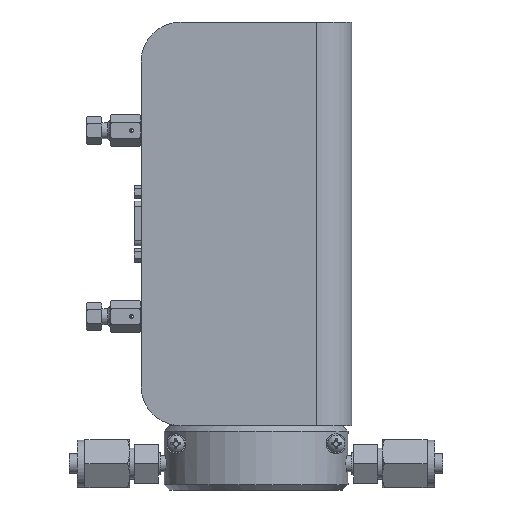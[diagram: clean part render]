
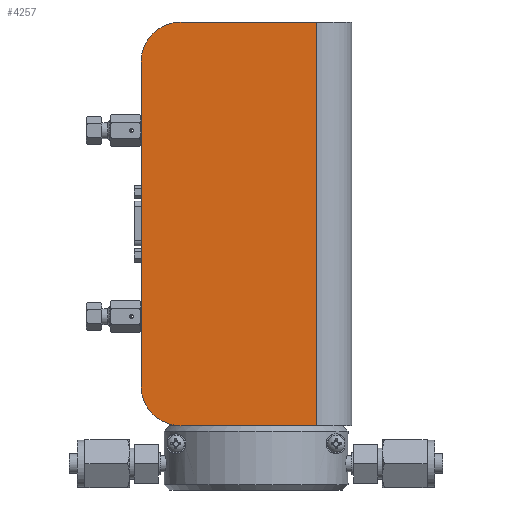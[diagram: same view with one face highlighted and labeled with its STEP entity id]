
A CAD part, left-side view. The second image highlights one B-rep face of the part: STEP entity #4257.
In plain terms, the highlighted planar face has unit normal (-1, 0, 0).
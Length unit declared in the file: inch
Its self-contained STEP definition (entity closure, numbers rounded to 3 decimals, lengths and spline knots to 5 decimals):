
#3829=CIRCLE('',#14259,0.625);
#3830=CIRCLE('',#14260,0.625);
#4257=ADVANCED_FACE('',(#5113),#4840,.T.);
#4840=PLANE('',#14261);
#5113=FACE_OUTER_BOUND('',#5514,.T.);
#5514=EDGE_LOOP('',(#6423,#6424,#6425,#6426,#6427,#6428));
#6423=ORIENTED_EDGE('',*,*,#10023,.F.);
#6424=ORIENTED_EDGE('',*,*,#10024,.F.);
#6425=ORIENTED_EDGE('',*,*,#10025,.T.);
#6426=ORIENTED_EDGE('',*,*,#10026,.T.);
#6427=ORIENTED_EDGE('',*,*,#10027,.T.);
#6428=ORIENTED_EDGE('',*,*,#10028,.T.);
#9035=VERTEX_POINT('',#18804);
#9036=VERTEX_POINT('',#18805);
#9037=VERTEX_POINT('',#18807);
#9038=VERTEX_POINT('',#18809);
#9039=VERTEX_POINT('',#18811);
#9040=VERTEX_POINT('',#18813);
#10023=EDGE_CURVE('',#9035,#9036,#11293,.T.);
#10024=EDGE_CURVE('',#9037,#9035,#11294,.T.);
#10025=EDGE_CURVE('',#9037,#9038,#11295,.T.);
#10026=EDGE_CURVE('',#9038,#9039,#3829,.T.);
#10027=EDGE_CURVE('',#9039,#9040,#11296,.T.);
#10028=EDGE_CURVE('',#9040,#9036,#3830,.T.);
#11293=LINE('',#18803,#11729);
#11294=LINE('',#18806,#11730);
#11295=LINE('',#18808,#11731);
#11296=LINE('',#18812,#11732);
#11729=VECTOR('',#16022,1.);
#11730=VECTOR('',#16023,1.);
#11731=VECTOR('',#16024,1.);
#11732=VECTOR('',#16027,1.);
#14259=AXIS2_PLACEMENT_3D('',#18810,#16025,#16026);
#14260=AXIS2_PLACEMENT_3D('',#18814,#16028,#16029);
#14261=AXIS2_PLACEMENT_3D('',#18815,#16030,#16031);
#16022=DIRECTION('',(0.,1.,0.));
#16023=DIRECTION('',(0.,0.,-1.));
#16024=DIRECTION('',(0.,1.,0.));
#16025=DIRECTION('',(-1.,0.,0.));
#16026=DIRECTION('',(0.,-1.,0.));
#16027=DIRECTION('',(0.,0.,-1.));
#16028=DIRECTION('',(-1.,0.,0.));
#16029=DIRECTION('',(0.,-1.,0.));
#16030=DIRECTION('',(-1.,0.,0.));
#16031=DIRECTION('',(0.,-1.,0.));
#18803=CARTESIAN_POINT('',(-1.31178,-0.30599,-2.37199));
#18804=CARTESIAN_POINT('',(-1.31178,-0.30599,-2.37199));
#18805=CARTESIAN_POINT('',(-1.31178,1.80001,-2.37199));
#18806=CARTESIAN_POINT('',(-1.31178,-0.30599,3.92801));
#18807=CARTESIAN_POINT('',(-1.31178,-0.30599,3.92801));
#18808=CARTESIAN_POINT('',(-1.31178,-0.30599,3.92801));
#18809=CARTESIAN_POINT('',(-1.31178,1.80001,3.92801));
#18810=CARTESIAN_POINT('',(-1.31178,1.80001,3.30301));
#18811=CARTESIAN_POINT('',(-1.31178,2.42501,3.30301));
#18812=CARTESIAN_POINT('',(-1.31178,2.42501,3.92801));
#18813=CARTESIAN_POINT('',(-1.31178,2.42501,-1.74699));
#18814=CARTESIAN_POINT('',(-1.31178,1.80001,-1.74699));
#18815=CARTESIAN_POINT('',(-1.31178,-0.30599,3.92801));
